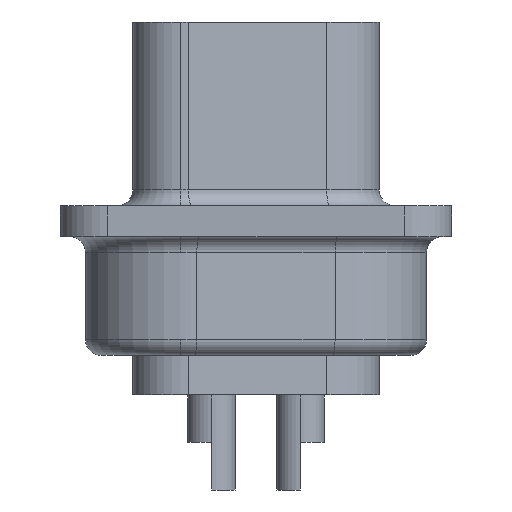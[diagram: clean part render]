
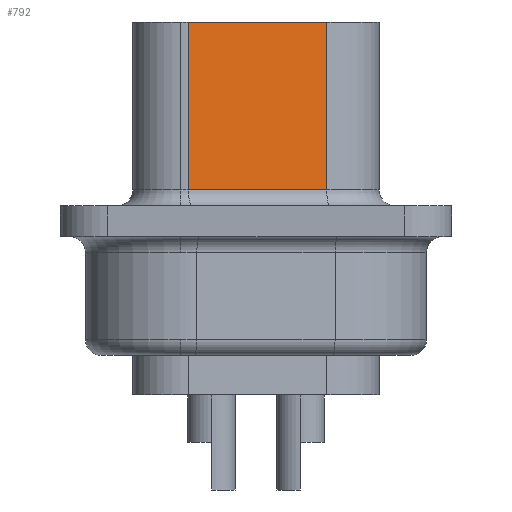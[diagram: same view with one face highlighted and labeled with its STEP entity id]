
A CAD part, left-side view. The second image highlights one B-rep face of the part: STEP entity #792.
In plain terms, the highlighted planar face has unit normal (-0.985, -0.174, 0).
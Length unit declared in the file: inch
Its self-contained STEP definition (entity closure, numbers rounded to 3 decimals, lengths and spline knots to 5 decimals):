
#267 = VERTEX_POINT ( 'NONE', #6453 ) ;
#290 = DIRECTION ( 'NONE',  ( 0., 0., -1. ) ) ;
#680 = EDGE_CURVE ( 'NONE', #267, #6602, #3400, .T. ) ;
#792 = ADVANCED_FACE ( 'NONE', ( #9355 ), #6970, .F. ) ;
#1622 = CARTESIAN_POINT ( 'NONE',  ( -0.28924, -0.08939, 0.0395 ) ) ;
#1982 = EDGE_CURVE ( 'NONE', #2804, #6602, #6364, .T. ) ;
#2178 = VECTOR ( 'NONE', #6886, 39.37008 ) ;
#2234 = VECTOR ( 'NONE', #3781, 39.37008 ) ;
#2433 = CARTESIAN_POINT ( 'NONE',  ( -0.32, 0.08508, 0.0395 ) ) ;
#2458 = DIRECTION ( 'NONE',  ( -0.174, 0.985, 0. ) ) ;
#2804 = VERTEX_POINT ( 'NONE', #2433 ) ;
#3080 = CARTESIAN_POINT ( 'NONE',  ( -0.32, 0.08508, 0.2515 ) ) ;
#3400 = LINE ( 'NONE', #3453, #5444 ) ;
#3453 = CARTESIAN_POINT ( 'NONE',  ( -0.28924, -0.08939, 0.2515 ) ) ;
#3479 = EDGE_CURVE ( 'NONE', #6352, #2804, #3593, .T. ) ;
#3593 = LINE ( 'NONE', #6754, #9587 ) ;
#3781 = DIRECTION ( 'NONE',  ( 0.174, -0.985, 0. ) ) ;
#4685 = EDGE_CURVE ( 'Edge2', #6352, #267, #5235, .T. ) ;
#5106 = AXIS2_PLACEMENT_3D ( 'NONE', #3080, #8898, #2458 ) ;
#5235 = LINE ( 'NONE', #9066, #2178 ) ;
#5444 = VECTOR ( 'NONE', #290, 39.37008 ) ;
#5986 = CARTESIAN_POINT ( 'NONE',  ( -0.32, 0.08508, 0.2515 ) ) ;
#6048 = ORIENTED_EDGE ( 'NONE', *, *, #680, .F. ) ;
#6352 = VERTEX_POINT ( 'NONE', #5986 ) ;
#6364 = LINE ( 'NONE', #7821, #2234 ) ;
#6453 = CARTESIAN_POINT ( 'NONE',  ( -0.28924, -0.08939, 0.2515 ) ) ;
#6602 = VERTEX_POINT ( 'NONE', #1622 ) ;
#6754 = CARTESIAN_POINT ( 'NONE',  ( -0.32, 0.08508, 0.2515 ) ) ;
#6886 = DIRECTION ( 'NONE',  ( 0.174, -0.985, 0. ) ) ;
#6896 = ORIENTED_EDGE ( 'NONE', *, *, #1982, .T. ) ;
#6970 = PLANE ( 'NONE',  #5106 ) ;
#7821 = CARTESIAN_POINT ( 'NONE',  ( -0.28924, -0.08939, 0.0395 ) ) ;
#8376 = ORIENTED_EDGE ( 'NONE', *, *, #4685, .F. ) ;
#8401 = EDGE_LOOP ( 'NONE', ( #9202, #6896, #6048, #8376 ) ) ;
#8898 = DIRECTION ( 'NONE',  ( 0.985, 0.174, 0. ) ) ;
#9066 = CARTESIAN_POINT ( 'NONE',  ( -0.32, 0.08508, 0.2515 ) ) ;
#9202 = ORIENTED_EDGE ( 'NONE', *, *, #3479, .T. ) ;
#9355 = FACE_OUTER_BOUND ( 'NONE', #8401, .T. ) ;
#9587 = VECTOR ( 'NONE', #9857, 39.37008 ) ;
#9857 = DIRECTION ( 'NONE',  ( 0., 0., -1. ) ) ;
